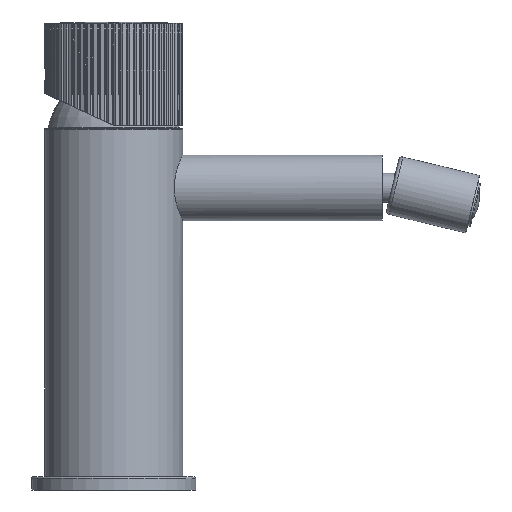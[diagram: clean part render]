
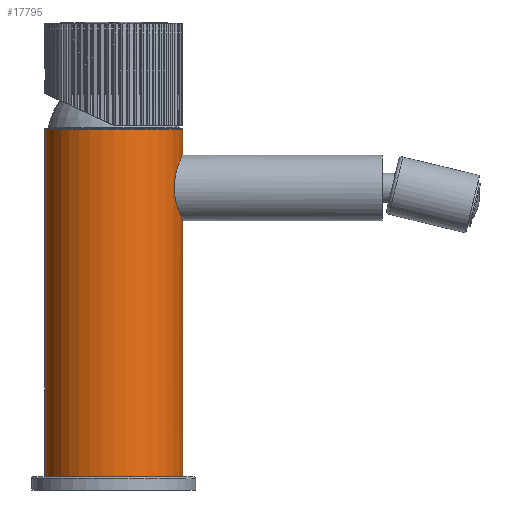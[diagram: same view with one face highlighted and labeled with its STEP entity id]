
A CAD part, front view. The second image highlights one B-rep face of the part: STEP entity #17795.
In plain terms, the highlighted cylindrical face has radius 21 mm (diameter 42 mm), a full revolution.
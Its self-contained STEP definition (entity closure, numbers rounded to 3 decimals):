
#2524=CIRCLE('',#26082,21.);
#2525=CIRCLE('',#26083,21.);
#3215=CYLINDRICAL_SURFACE('',#26081,21.);
#3597=ORIENTED_EDGE('',*,*,#9199,.T.);
#3598=ORIENTED_EDGE('',*,*,#9200,.T.);
#3599=ORIENTED_EDGE('',*,*,#9201,.F.);
#9199=EDGE_CURVE('',#12000,#12000,#2524,.F.);
#9200=EDGE_CURVE('',#12001,#12001,#2525,.T.);
#9201=EDGE_CURVE('',#12002,#12002,#13809,.T.);
#12000=VERTEX_POINT('',#33359);
#12001=VERTEX_POINT('',#33361);
#12002=VERTEX_POINT('',#33381);
#13809=B_SPLINE_CURVE_WITH_KNOTS('',3,(#33362,#33363,#33364,#33365,#33366,
#33367,#33368,#33369,#33370,#33371,#33372,#33373,#33374,#33375,#33376,#33377,
#33378,#33379,#33380),.UNSPECIFIED.,.T.,.F.,(1,1,1,1,1,1,1,1,1,1,1,1,1,
1,1,1,1,1,1,1,1,1,1),(-0.007,-0.005,-0.002,
0.,0.002,0.005,0.007,
0.009,0.012,0.014,0.016,
0.019,0.021,0.024,0.026,
0.028,0.031,0.033,0.035,
0.038,0.04,0.042,0.045),
 .UNSPECIFIED.);
#14872=EDGE_LOOP('',(#3597));
#14873=EDGE_LOOP('',(#3598));
#14874=EDGE_LOOP('',(#3599));
#16189=FACE_BOUND('',#14872,.T.);
#16190=FACE_BOUND('',#14873,.T.);
#16191=FACE_BOUND('',#14874,.T.);
#17795=ADVANCED_FACE('',(#16189,#16190,#16191),#3215,.T.);
#26081=AXIS2_PLACEMENT_3D('',#33357,#27782,#27783);
#26082=AXIS2_PLACEMENT_3D('',#33358,#27784,#27785);
#26083=AXIS2_PLACEMENT_3D('',#33360,#27786,#27787);
#27782=DIRECTION('',(0.,0.,1.));
#27783=DIRECTION('',(1.,0.,0.));
#27784=DIRECTION('',(0.,0.,-1.));
#27785=DIRECTION('',(-1.,0.,0.));
#27786=DIRECTION('',(0.,0.,-1.));
#27787=DIRECTION('',(-1.,0.,0.));
#33357=CARTESIAN_POINT('',(0.,0.,0.));
#33358=CARTESIAN_POINT('',(0.,0.,0.2));
#33359=CARTESIAN_POINT('',(-21.,0.,0.2));
#33360=CARTESIAN_POINT('',(0.,0.,105.8));
#33361=CARTESIAN_POINT('',(-21.,0.,105.8));
#33362=CARTESIAN_POINT('',(20.906,-2.374,82.32));
#33363=CARTESIAN_POINT('',(21.047,0.001,81.841));
#33364=CARTESIAN_POINT('',(20.906,2.369,82.318));
#33365=CARTESIAN_POINT('',(20.568,4.353,83.65));
#33366=CARTESIAN_POINT('',(20.223,5.682,85.632));
#33367=CARTESIAN_POINT('',(20.075,6.158,87.995));
#33368=CARTESIAN_POINT('',(20.223,5.685,90.364));
#33369=CARTESIAN_POINT('',(20.568,4.351,92.352));
#33370=CARTESIAN_POINT('',(20.906,2.367,93.683));
#33371=CARTESIAN_POINT('',(21.047,0.003,94.158));
#33372=CARTESIAN_POINT('',(20.907,-2.363,93.685));
#33373=CARTESIAN_POINT('',(20.569,-4.349,92.354));
#33374=CARTESIAN_POINT('',(20.223,-5.682,90.37));
#33375=CARTESIAN_POINT('',(20.075,-6.159,88.002));
#33376=CARTESIAN_POINT('',(20.223,-5.684,85.635));
#33377=CARTESIAN_POINT('',(20.568,-4.353,83.651));
#33378=CARTESIAN_POINT('',(20.906,-2.374,82.32));
#33379=CARTESIAN_POINT('',(21.047,0.001,81.841));
#33380=CARTESIAN_POINT('',(20.906,2.369,82.318));
#33381=CARTESIAN_POINT('',(21.,0.,82.));
